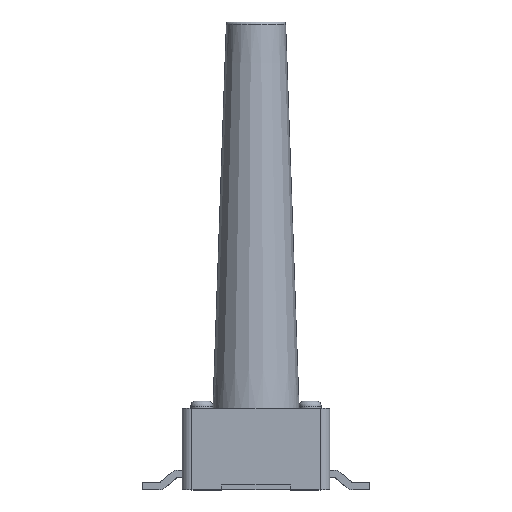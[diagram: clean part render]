
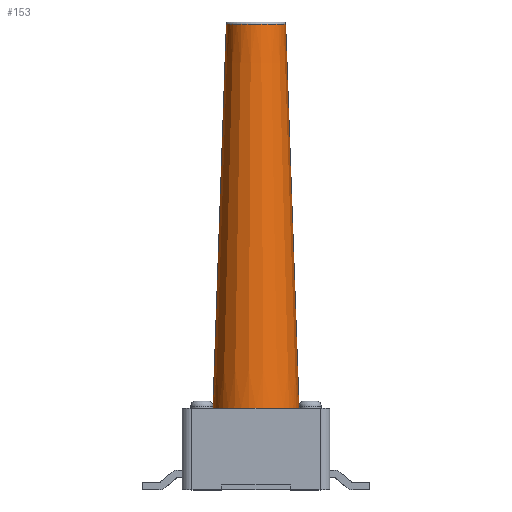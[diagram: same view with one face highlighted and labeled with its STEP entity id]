
A CAD part, top view. The second image highlights one B-rep face of the part: STEP entity #153.
In plain terms, the highlighted conical face has half-angle 2 degrees and reference radius 1.478 mm.
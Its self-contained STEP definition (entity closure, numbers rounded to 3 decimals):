
#153=ADVANCED_FACE('',(#832),#833,.T.);
#832=FACE_OUTER_BOUND('',#1951,.T.);
#833=CONICAL_SURFACE('',#1952,1.478,0.035);
#1951=EDGE_LOOP('',(#4110,#4111,#4112,#4113,#4114));
#1952=AXIS2_PLACEMENT_3D('',#4115,#4116,#4117);
#4110=ORIENTED_EDGE('',*,*,#8224,.F.);
#4111=ORIENTED_EDGE('',*,*,#8195,.T.);
#4112=ORIENTED_EDGE('',*,*,#8223,.T.);
#4113=ORIENTED_EDGE('',*,*,#8228,.F.);
#4114=ORIENTED_EDGE('',*,*,#7540,.F.);
#4115=CARTESIAN_POINT('',(0.0,11.102,0.0));
#4116=DIRECTION('',(-0.0,-1.0,0.0));
#4117=DIRECTION('',(-1.0,0.0,0.0));
#7540=EDGE_CURVE('',#9082,#9078,#9084,.T.);
#8195=EDGE_CURVE('',#10329,#10330,#10331,.T.);
#8223=EDGE_CURVE('',#10330,#9090,#10361,.T.);
#8224=EDGE_CURVE('',#10329,#9082,#10362,.T.);
#8228=EDGE_CURVE('',#9078,#9090,#10366,.T.);
#9078=VERTEX_POINT('',#11632);
#9082=VERTEX_POINT('',#11636);
#9084=CIRCLE('',#11638,1.205);
#9090=VERTEX_POINT('',#11644);
#10329=VERTEX_POINT('',#13451);
#10330=VERTEX_POINT('',#13452);
#10331=CIRCLE('',#13453,1.75);
#10361=LINE('',#13491,#13492);
#10362=LINE('',#13493,#13494);
#10366=CIRCLE('',#13498,1.205);
#11632=CARTESIAN_POINT('',(1.205,18.903,0.026));
#11636=CARTESIAN_POINT('',(-1.205,18.903,0.0));
#11638=AXIS2_PLACEMENT_3D('',#15596,#15597,#15598);
#11644=CARTESIAN_POINT('',(1.205,18.903,0.0));
#13451=CARTESIAN_POINT('',(-1.75,3.3,0.0));
#13452=CARTESIAN_POINT('',(1.75,3.3,0.0));
#13453=AXIS2_PLACEMENT_3D('',#16425,#16426,#16427);
#13491=CARTESIAN_POINT('',(1.75,3.3,0.0));
#13492=VECTOR('',#16493,15.613);
#13493=CARTESIAN_POINT('',(-1.75,3.3,0.0));
#13494=VECTOR('',#16494,15.613);
#13498=AXIS2_PLACEMENT_3D('',#16504,#16505,#16506);
#15596=CARTESIAN_POINT('',(0.0,18.903,0.0));
#15597=DIRECTION('',(0.0,1.0,0.0));
#15598=DIRECTION('',(-1.0,0.0,0.0));
#16425=CARTESIAN_POINT('',(0.0,3.3,0.0));
#16426=DIRECTION('',(0.0,1.0,0.0));
#16427=DIRECTION('',(-1.0,0.0,0.0));
#16493=DIRECTION('',(-0.035,0.999,0.));
#16494=DIRECTION('',(0.035,0.999,0.));
#16504=CARTESIAN_POINT('',(0.0,18.903,0.0));
#16505=DIRECTION('',(0.0,1.0,0.0));
#16506=DIRECTION('',(-1.0,0.0,0.0));
